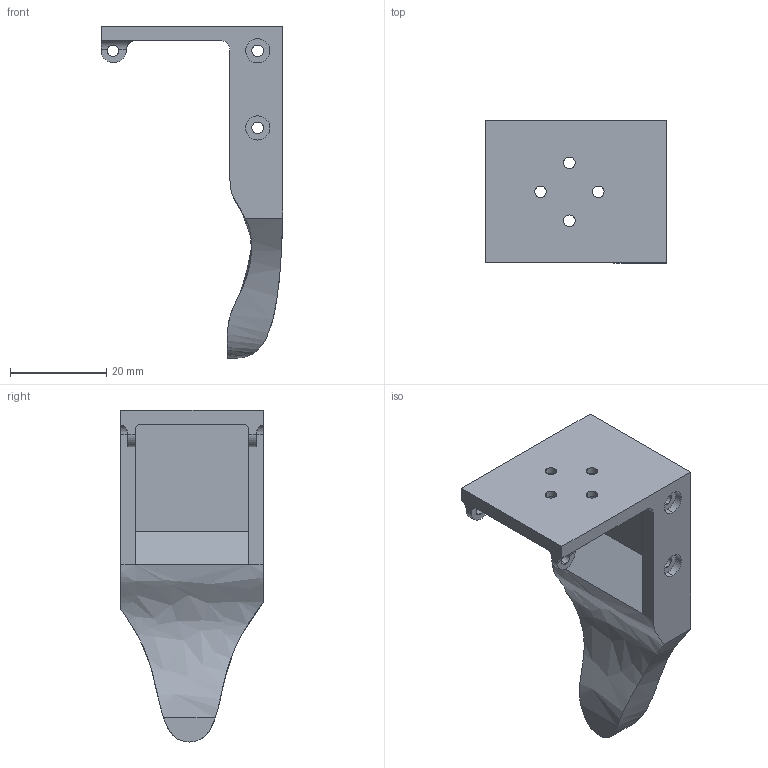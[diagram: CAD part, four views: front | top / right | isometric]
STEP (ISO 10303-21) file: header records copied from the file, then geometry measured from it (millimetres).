
FILE_DESCRIPTION (( 'STEP AP203' ), '1' );
FILE_NAME ('Follower_Gripper_Static_Part.STEP', '2024-09-05T20:27:47', ( '' ), ( '' ), 'SwSTEP 2.0', 'SolidWorks 2024', '' );
FILE_SCHEMA (( 'CONFIG_CONTROL_DESIGN' ));
Length unit declared in the file: millimetre
Products named in the file (1): Follower_Gripper_Static_Part
Bounding box: 37.75 x 29.5 x 68.87 mm (x, y, z)
Volume: 13385.8 mm3; surface area: 7765 mm2
Topology: 1 solids, 1 shells, 80 faces, 214 edges, 140 vertices
Faces by surface type: cylinder 49, plane 25, bspline 6
Entity records: 3301 total; most frequent: CARTESIAN_POINT 1153, DIRECTION 440, ORIENTED_EDGE 428, EDGE_CURVE 214, AXIS2_PLACEMENT_3D 173, VERTEX_POINT 140, EDGE_LOOP 104, CIRCLE 98
